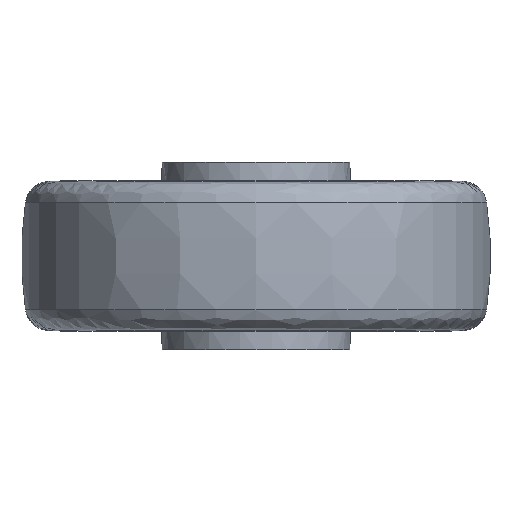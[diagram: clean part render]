
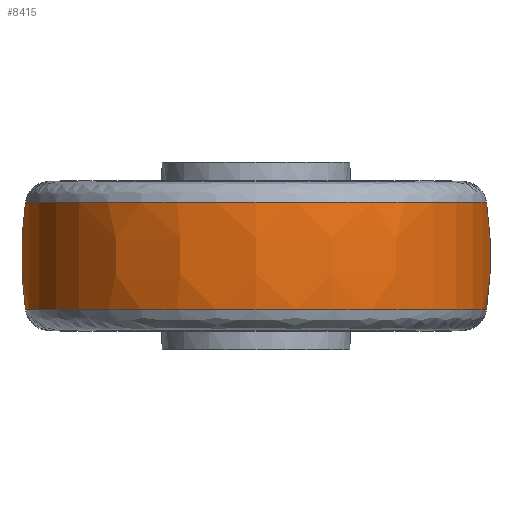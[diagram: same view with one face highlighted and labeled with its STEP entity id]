
A CAD part, front view. The second image highlights one B-rep face of the part: STEP entity #8415.
In plain terms, the highlighted free-form (B-spline) face has degree [3, 3] with [4, 4] control points.
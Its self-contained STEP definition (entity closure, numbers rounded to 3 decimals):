
#119 = VERTEX_POINT ( 'NONE', #16813 ) ;
#222 = CARTESIAN_POINT ( 'NONE',  ( -74.813, 0., -14.337 ) ) ;
#435 = AXIS2_PLACEMENT_3D ( 'NONE', #14804, #3224, #4541 ) ;
#2775 = DIRECTION ( 'NONE',  ( 0., 0., -1. ) ) ;
#3224 = DIRECTION ( 'NONE',  ( 0., 1., 0. ) ) ;
#3695 = CARTESIAN_POINT ( 'NONE',  ( -76.193, 0., 4.812 ) ) ;
#3802 = CARTESIAN_POINT ( 'NONE',  ( 49.501, 0., -4.812 ) ) ;
#4541 = DIRECTION ( 'NONE',  ( -1., 0., 0. ) ) ;
#4774 = CIRCLE ( 'NONE', #19648, 61.467 ) ;
#5336 = CARTESIAN_POINT ( 'NONE',  ( -76.193, -125.694, -4.812 ) ) ;
#6856 = CARTESIAN_POINT ( 'NONE',  ( -76.193, 0., -4.812 ) ) ;
#7054 = CARTESIAN_POINT ( 'NONE',  ( -74.813, 0., 14.337 ) ) ;
#7972 = CARTESIAN_POINT ( 'NONE',  ( -13.346, 0., -14.337 ) ) ;
#8415 = ADVANCED_FACE ( 'NONE', ( #17656 ), #16340, .T. ) ;
#9168 = CARTESIAN_POINT ( 'NONE',  ( -13.346, 0., 14.337 ) ) ;
#9356 = DIRECTION ( 'NONE',  ( 0., 0., 1. ) ) ;
#9461 = AXIS2_PLACEMENT_3D ( 'NONE', #9168, #2775, #11334 ) ;
#9980 = CARTESIAN_POINT ( 'NONE',  ( 49.501, -125.694, -4.812 ) ) ;
#10175 = CARTESIAN_POINT ( 'NONE',  ( 48.121, -122.934, -14.337 ) ) ;
#10284 = CARTESIAN_POINT ( 'NONE',  ( 48.121, 0., -14.337 ) ) ;
#11257 = EDGE_CURVE ( 'NONE', #14789, #13983, #4774, .T. ) ;
#11334 = DIRECTION ( 'NONE',  ( -1., 0., 0. ) ) ;
#11537 = CARTESIAN_POINT ( 'NONE',  ( 48.121, 0., 14.337 ) ) ;
#11762 = EDGE_CURVE ( 'NONE', #13983, #12345, #15780, .T. ) ;
#11910 = CARTESIAN_POINT ( 'NONE',  ( 49.501, 0., 4.812 ) ) ;
#12345 = VERTEX_POINT ( 'NONE', #11537 ) ;
#13131 = ORIENTED_EDGE ( 'NONE', *, *, #14945, .F. ) ;
#13396 = CARTESIAN_POINT ( 'NONE',  ( -76.193, -125.694, 4.812 ) ) ;
#13983 = VERTEX_POINT ( 'NONE', #19115 ) ;
#13999 = EDGE_LOOP ( 'NONE', ( #20267, #15284, #17813, #13131 ) ) ;
#14789 = VERTEX_POINT ( 'NONE', #20166 ) ;
#14804 = CARTESIAN_POINT ( 'NONE',  ( 24.154, 0., 0. ) ) ;
#14945 = EDGE_CURVE ( 'NONE', #14789, #119, #21214, .T. ) ;
#15094 = AXIS2_PLACEMENT_3D ( 'NONE', #16332, #17879, #16557 ) ;
#15244 = CARTESIAN_POINT ( 'NONE',  ( 49.501, -125.694, 4.812 ) ) ;
#15284 = ORIENTED_EDGE ( 'NONE', *, *, #11762, .T. ) ;
#15780 = CIRCLE ( 'NONE', #15094, 100. ) ;
#16332 = CARTESIAN_POINT ( 'NONE',  ( -50.846, 0., 0. ) ) ;
#16340 =( BOUNDED_SURFACE ( )  B_SPLINE_SURFACE ( 3, 3, ( 
 ( #10284, #10175, #18533, #222 ),
 ( #3802, #9980, #5336, #6856 ),
 ( #11910, #15244, #13396, #3695 ),
 ( #16884, #16566, #20056, #7054 ) ),
 .UNSPECIFIED., .F., .F., .F. ) 
 B_SPLINE_SURFACE_WITH_KNOTS ( ( 4, 4 ),
 ( 4, 4 ),
 ( 0., 1. ),
 ( 0., 1. ),
 .UNSPECIFIED. ) 
 GEOMETRIC_REPRESENTATION_ITEM ( )  RATIONAL_B_SPLINE_SURFACE ( (
 ( 1., 0.333, 0.333, 1.),
 ( 0.993, 0.331, 0.331, 0.993),
 ( 0.993, 0.331, 0.331, 0.993),
 ( 1., 0.333, 0.333, 1.) ) ) 
 REPRESENTATION_ITEM ( '' )  SURFACE ( )  );
#16557 = DIRECTION ( 'NONE',  ( 1., 0., 0. ) ) ;
#16566 = CARTESIAN_POINT ( 'NONE',  ( 48.121, -122.934, 14.337 ) ) ;
#16813 = CARTESIAN_POINT ( 'NONE',  ( -74.813, 0., 14.337 ) ) ;
#16884 = CARTESIAN_POINT ( 'NONE',  ( 48.121, 0., 14.337 ) ) ;
#17150 = EDGE_CURVE ( 'NONE', #12345, #119, #21242, .T. ) ;
#17656 = FACE_OUTER_BOUND ( 'NONE', #13999, .T. ) ;
#17693 = DIRECTION ( 'NONE',  ( -1., 0., 0. ) ) ;
#17813 = ORIENTED_EDGE ( 'NONE', *, *, #17150, .T. ) ;
#17879 = DIRECTION ( 'NONE',  ( 0., -1., 0. ) ) ;
#18533 = CARTESIAN_POINT ( 'NONE',  ( -74.813, -122.934, -14.337 ) ) ;
#19115 = CARTESIAN_POINT ( 'NONE',  ( 48.121, 0., -14.337 ) ) ;
#19648 = AXIS2_PLACEMENT_3D ( 'NONE', #7972, #9356, #17693 ) ;
#20056 = CARTESIAN_POINT ( 'NONE',  ( -74.813, -122.934, 14.337 ) ) ;
#20166 = CARTESIAN_POINT ( 'NONE',  ( -74.813, 0., -14.337 ) ) ;
#20267 = ORIENTED_EDGE ( 'NONE', *, *, #11257, .T. ) ;
#21214 = CIRCLE ( 'NONE', #435, 100. ) ;
#21242 = CIRCLE ( 'NONE', #9461, 61.467 ) ;
